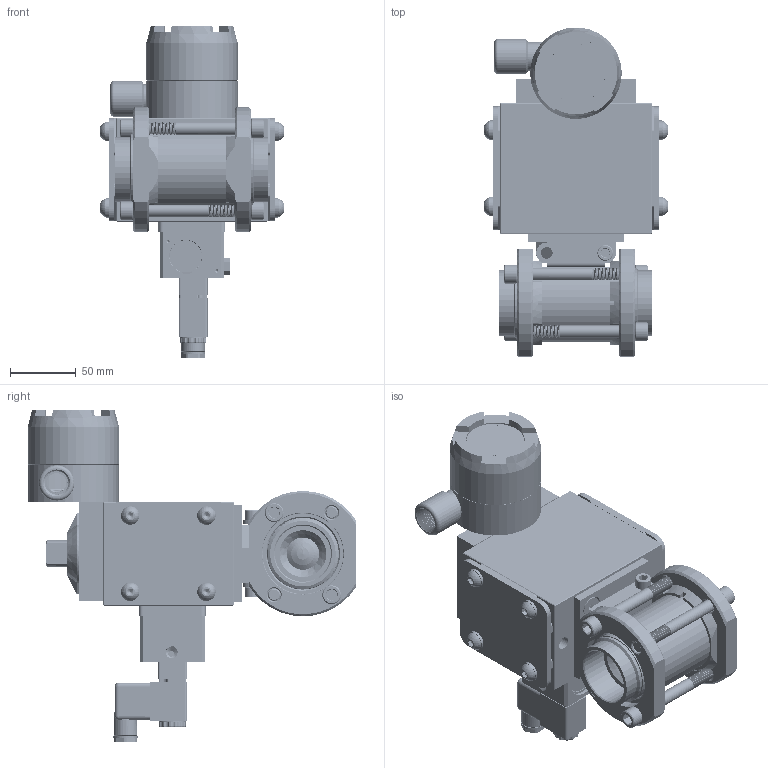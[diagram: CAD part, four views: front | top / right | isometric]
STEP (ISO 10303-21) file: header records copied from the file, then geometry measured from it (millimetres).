
FILE_DESCRIPTION (( 'STEP AP203' ), '1' );
FILE_NAME ('21XXSWSA522DGPDSLS.step', '2018-03-15T12:00:22', ( '' ), ( '' ), 'SwSTEP 2.0', 'SolidWorks 2017', '' );
FILE_SCHEMA (( 'CONFIG_CONTROL_DESIGN' ));
Products named in the file (1): 21XXSWSA522DGPDSLS
Bounding box: 139.51 x 249.71 x 252.15 mm (x, y, z)
Volume: 1280372.8 mm3; surface area: 432130.2 mm2
Topology: 67 solids, 67 shells, 3846 faces, 9839 edges, 6158 vertices
Faces by surface type: cylinder 1770, plane 982, cone 773, bspline 155, torus 144, sphere 22
Entity records: 189801 total; most frequent: CARTESIAN_POINT 100401, ORIENTED_EDGE 19422, DIRECTION 18292, EDGE_CURVE 9711, AXIS2_PLACEMENT_3D 7071, VERTEX_POINT 6154, EDGE_LOOP 4217, VECTOR 4150
